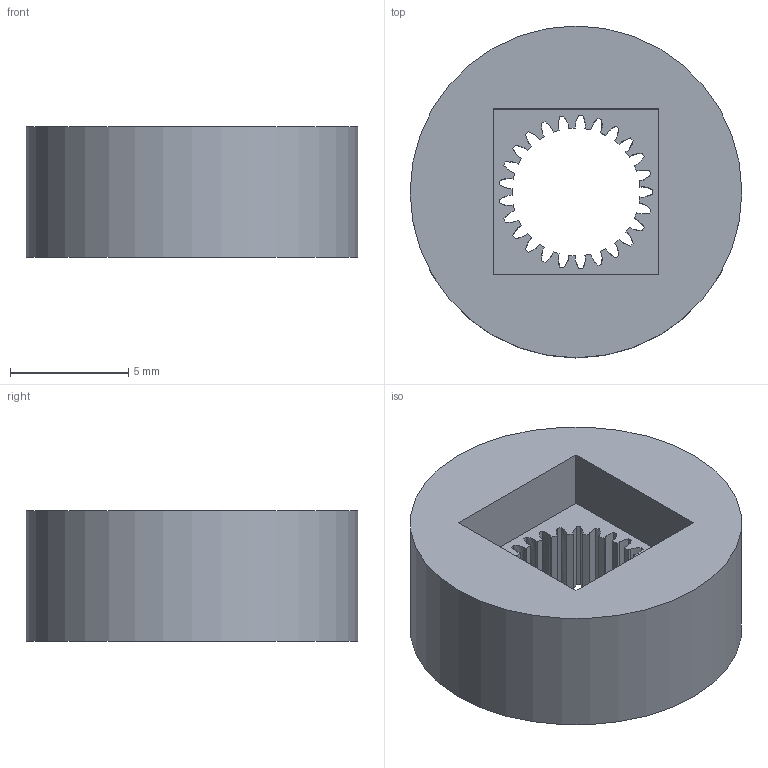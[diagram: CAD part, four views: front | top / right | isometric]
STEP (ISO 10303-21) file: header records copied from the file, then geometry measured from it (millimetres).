
FILE_DESCRIPTION(('FreeCAD Model'),'2;1');
FILE_NAME('coupling.step', '2020-04-28T15:27:42',(''),(''),'Open CASCADE STEP processor 7.3', 'FreeCAD','Unknown');
FILE_SCHEMA(('AUTOMOTIVE_DESIGN { 1 0 10303 214 1 1 1 1 }'));
Length unit declared in the file: millimetre
Products named in the file (1): Cut001
Bounding box: 14 x 14 x 5.5 mm (x, y, z)
Volume: 640.9 mm3; surface area: 682.3 mm2
Topology: 1 solids, 1 shells, 158 faces, 465 edges, 310 vertices
Faces by surface type: extrusion 150, plane 7, cylinder 1
Full cylindrical faces by diameter (mm): 14 x1
Entity records: 12271 total; most frequent: CARTESIAN_POINT 4114, DIRECTION 965, VECTOR 941, ORIENTED_EDGE 930, PCURVE 930, DEFINITIONAL_REPRESENTATION 930, LINE 791, B_SPLINE_CURVE_WITH_KNOTS 750
